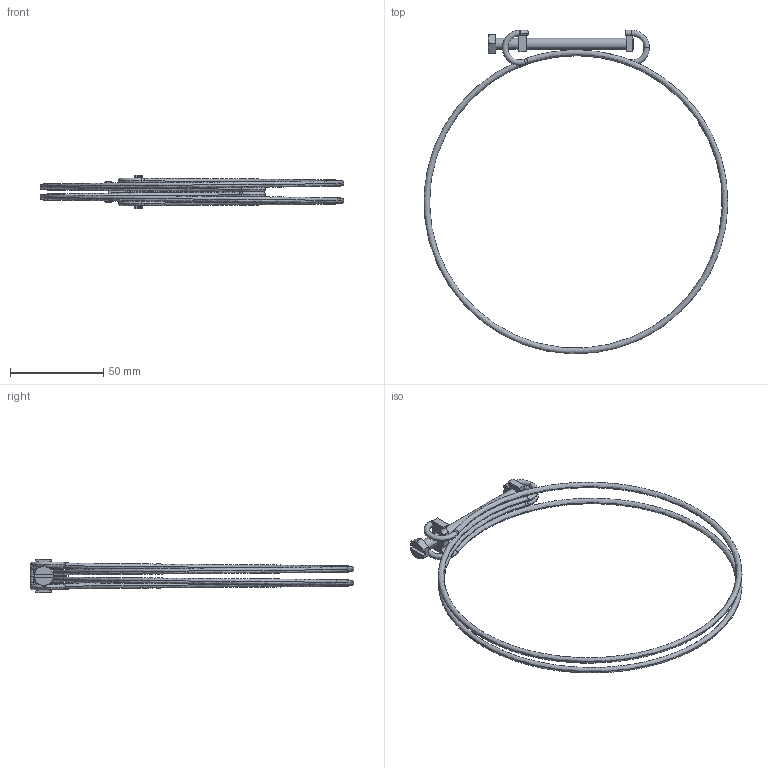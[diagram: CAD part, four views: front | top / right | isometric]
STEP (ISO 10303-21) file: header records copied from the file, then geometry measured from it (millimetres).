
FILE_DESCRIPTION (( 'STEP AP214' ), '1' );
FILE_NAME ('DWS-160.step', '2026-01-28T14:05:54', ( '' ), ( '' ), 'SwSTEP 2.0', 'SolidWorks 2025', '' );
FILE_SCHEMA (( 'AUTOMOTIVE_DESIGN' ));
Length unit declared in the file: millimetre
Products named in the file (1): DWS-160
Bounding box: 162.86 x 173.5 x 18 mm (x, y, z)
Volume: 11845 mm3; surface area: 14418.8 mm2
Topology: 6 solids, 6 shells, 217 faces, 549 edges, 355 vertices
Faces by surface type: cylinder 74, plane 55, bspline 53, torus 28, cone 7
Entity records: 9237 total; most frequent: CARTESIAN_POINT 4177, ORIENTED_EDGE 1098, DIRECTION 952, EDGE_CURVE 549, AXIS2_PLACEMENT_3D 376, VERTEX_POINT 355, EDGE_LOOP 232, ADVANCED_FACE 217
